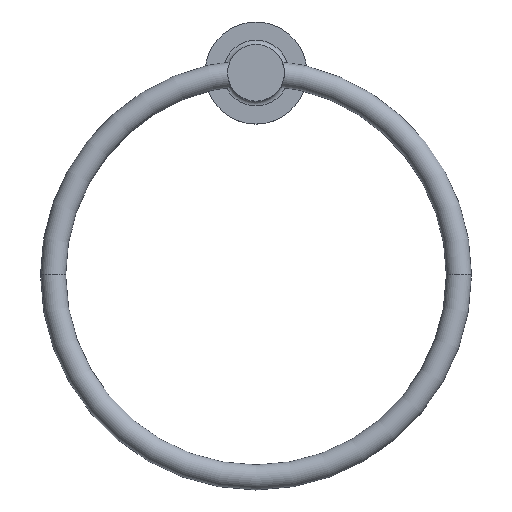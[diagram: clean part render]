
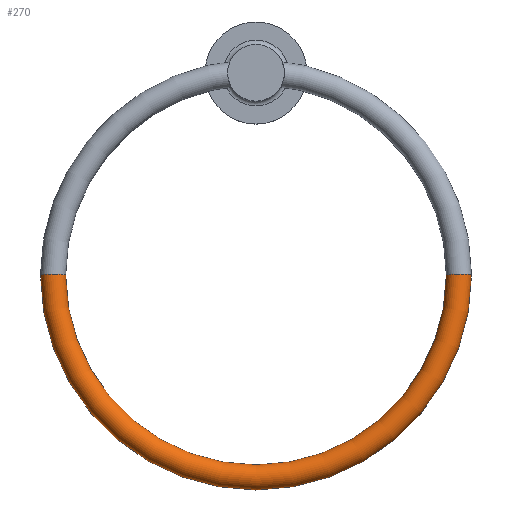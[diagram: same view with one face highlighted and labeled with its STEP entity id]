
A CAD part, top view. The second image highlights one B-rep face of the part: STEP entity #270.
In plain terms, the highlighted toroidal (fillet/blend) face has major radius 89.45 mm and minor radius 5.55 mm.
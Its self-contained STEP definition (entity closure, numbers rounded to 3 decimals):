
#19 = EDGE_CURVE ( 'NONE', #764, #1192, #884, .T. ) ;
#83 = AXIS2_PLACEMENT_3D ( 'NONE', #410, #1590, #1229 ) ;
#90 = ORIENTED_EDGE ( 'NONE', *, *, #951, .T. ) ;
#124 = DIRECTION ( 'NONE',  ( 0., -0.998, 0.063 ) ) ;
#133 = CARTESIAN_POINT ( 'NONE',  ( 95., -89.105, 50.635 ) ) ;
#184 = CARTESIAN_POINT ( 'NONE',  ( 0., -89.102, 50.635 ) ) ;
#189 = ORIENTED_EDGE ( 'NONE', *, *, #1414, .F. ) ;
#229 = FACE_OUTER_BOUND ( 'NONE', #1136, .T. ) ;
#270 = ADVANCED_FACE ( 'NONE', ( #229 ), #1783, .T. ) ;
#277 = CARTESIAN_POINT ( 'NONE',  ( 89.45, -89.105, 50.635 ) ) ;
#364 = AXIS2_PLACEMENT_3D ( 'NONE', #850, #1842, #547 ) ;
#410 = CARTESIAN_POINT ( 'NONE',  ( 0., -89.102, 50.635 ) ) ;
#535 = CIRCLE ( 'NONE', #1939, 5.55 ) ;
#547 = DIRECTION ( 'NONE',  ( 0., 0.063, 0.998 ) ) ;
#556 = CARTESIAN_POINT ( 'NONE',  ( 0., -89.102, 50.635 ) ) ;
#578 = CIRCLE ( 'NONE', #364, 5.55 ) ;
#737 = DIRECTION ( 'NONE',  ( 1., 0., 0. ) ) ;
#764 = VERTEX_POINT ( 'NONE', #1289 ) ;
#826 = DIRECTION ( 'NONE',  ( 0., 0.063, 0.998 ) ) ;
#850 = CARTESIAN_POINT ( 'NONE',  ( -89.45, -89.1, 50.635 ) ) ;
#861 = VERTEX_POINT ( 'NONE', #1269 ) ;
#867 = AXIS2_PLACEMENT_3D ( 'NONE', #556, #901, #737 ) ;
#884 = CIRCLE ( 'NONE', #83, 83.9 ) ;
#901 = DIRECTION ( 'NONE',  ( 0., 0.063, 0.998 ) ) ;
#951 = EDGE_CURVE ( 'NONE', #861, #1844, #1627, .T. ) ;
#1136 = EDGE_LOOP ( 'NONE', ( #189, #90, #1422, #1518 ) ) ;
#1192 = VERTEX_POINT ( 'NONE', #1242 ) ;
#1229 = DIRECTION ( 'NONE',  ( 0., -0.998, 0.063 ) ) ;
#1242 = CARTESIAN_POINT ( 'NONE',  ( 83.9, -89.105, 50.635 ) ) ;
#1269 = CARTESIAN_POINT ( 'NONE',  ( -95., -89.099, 50.635 ) ) ;
#1289 = CARTESIAN_POINT ( 'NONE',  ( -83.9, -89.1, 50.635 ) ) ;
#1302 = DIRECTION ( 'NONE',  ( 0., -0.998, 0.063 ) ) ;
#1414 = EDGE_CURVE ( 'NONE', #861, #764, #578, .T. ) ;
#1422 = ORIENTED_EDGE ( 'NONE', *, *, #1527, .T. ) ;
#1518 = ORIENTED_EDGE ( 'NONE', *, *, #19, .F. ) ;
#1527 = EDGE_CURVE ( 'NONE', #1844, #1192, #535, .T. ) ;
#1590 = DIRECTION ( 'NONE',  ( 0., 0.063, 0.998 ) ) ;
#1627 = CIRCLE ( 'NONE', #1900, 95. ) ;
#1736 = DIRECTION ( 'NONE',  ( 0., -0.063, -0.998 ) ) ;
#1783 = TOROIDAL_SURFACE ( 'NONE', #867, 89.45, 5.55 ) ;
#1842 = DIRECTION ( 'NONE',  ( 0., 0.998, -0.063 ) ) ;
#1844 = VERTEX_POINT ( 'NONE', #133 ) ;
#1900 = AXIS2_PLACEMENT_3D ( 'NONE', #184, #826, #1302 ) ;
#1939 = AXIS2_PLACEMENT_3D ( 'NONE', #277, #124, #1736 ) ;
